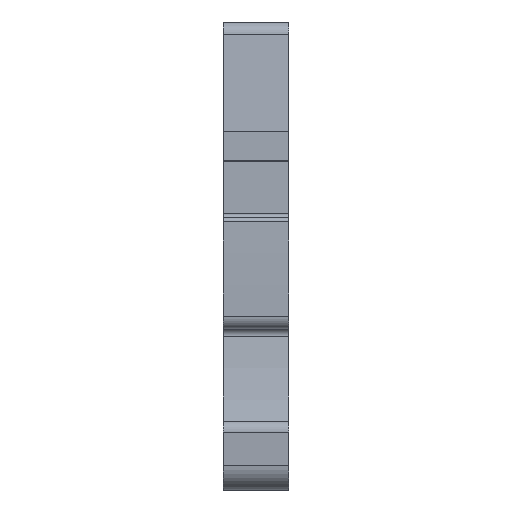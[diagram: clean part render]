
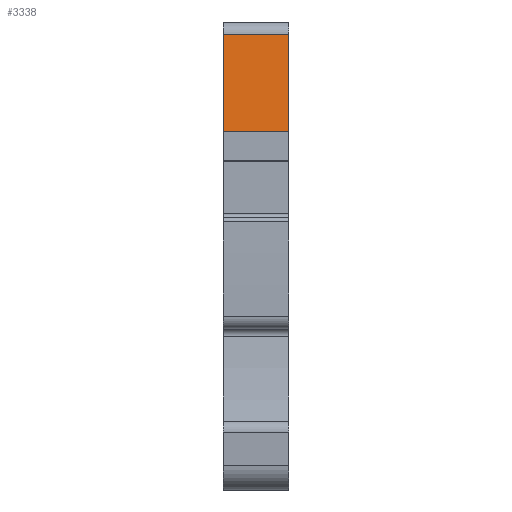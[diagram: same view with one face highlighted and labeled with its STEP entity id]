
A CAD part, front view. The second image highlights one B-rep face of the part: STEP entity #3338.
In plain terms, the highlighted planar face has unit normal (0, -0.996, 0.087).
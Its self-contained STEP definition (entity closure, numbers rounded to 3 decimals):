
#3311=AXIS2_PLACEMENT_3D('Plane Axis2P3D',#3308,#3309,#3310) ;
#3277=CARTESIAN_POINT('Vertex',(0.,2.594,35.237)) ;
#3282=CARTESIAN_POINT('Line Origine',(2.55,2.594,35.237)) ;
#3286=CARTESIAN_POINT('Vertex',(5.1,2.594,35.237)) ;
#3308=CARTESIAN_POINT('Axis2P3D Location',(2.8,1.935,27.7)) ;
#3313=CARTESIAN_POINT('Line Origine',(2.55,1.935,27.7)) ;
#3317=CARTESIAN_POINT('Vertex',(5.1,1.935,27.7)) ;
#3319=CARTESIAN_POINT('Vertex',(0.,1.935,27.7)) ;
#3322=CARTESIAN_POINT('Line Origine',(5.1,2.265,31.469)) ;
#3327=CARTESIAN_POINT('Line Origine',(0.,2.265,31.469)) ;
#3283=DIRECTION('Vector Direction',(1.,0.,0.)) ;
#3309=DIRECTION('Axis2P3D Direction',(0.,-0.996,0.087)) ;
#3310=DIRECTION('Axis2P3D XDirection',(0.,0.087,0.996)) ;
#3314=DIRECTION('Vector Direction',(-1.,0.,0.)) ;
#3323=DIRECTION('Vector Direction',(0.,0.087,0.996)) ;
#3328=DIRECTION('Vector Direction',(0.,0.087,0.996)) ;
#3284=VECTOR('Line Direction',#3283,1.) ;
#3315=VECTOR('Line Direction',#3314,1.) ;
#3324=VECTOR('Line Direction',#3323,1.) ;
#3329=VECTOR('Line Direction',#3328,1.) ;
#3333=ORIENTED_EDGE('',*,*,#3321,.F.) ;
#3334=ORIENTED_EDGE('',*,*,#3326,.T.) ;
#3335=ORIENTED_EDGE('',*,*,#3288,.T.) ;
#3336=ORIENTED_EDGE('',*,*,#3331,.F.) ;
#3338=ADVANCED_FACE('MLD',(#3337),#3312,.T.) ;
#3288=EDGE_CURVE('',#3287,#3278,#3285,.F.) ;
#3321=EDGE_CURVE('',#3318,#3320,#3316,.T.) ;
#3326=EDGE_CURVE('',#3318,#3287,#3325,.T.) ;
#3331=EDGE_CURVE('',#3320,#3278,#3330,.T.) ;
#3332=EDGE_LOOP('',(#3333,#3334,#3335,#3336)) ;
#3337=FACE_OUTER_BOUND('',#3332,.T.) ;
#3285=LINE('Line',#3282,#3284) ;
#3316=LINE('Line',#3313,#3315) ;
#3325=LINE('Line',#3322,#3324) ;
#3330=LINE('Line',#3327,#3329) ;
#3312=PLANE('',#3311) ;
#3278=VERTEX_POINT('',#3277) ;
#3287=VERTEX_POINT('',#3286) ;
#3318=VERTEX_POINT('',#3317) ;
#3320=VERTEX_POINT('',#3319) ;
